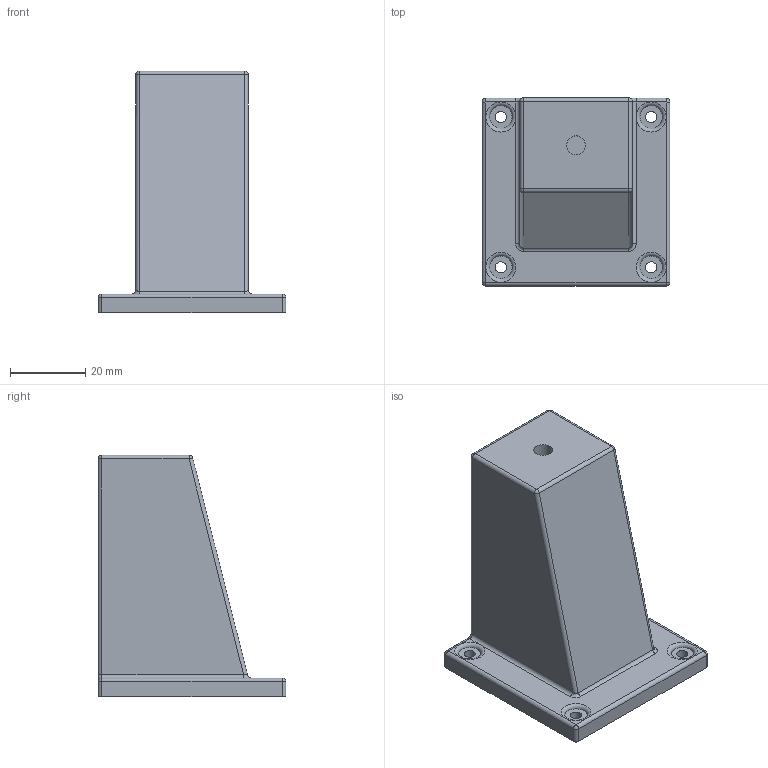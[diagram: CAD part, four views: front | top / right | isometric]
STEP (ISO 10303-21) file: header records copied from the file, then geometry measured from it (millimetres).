
FILE_DESCRIPTION(/* description */ ('','CAx-IF Rec.Pracs.---Representation and Presentation of Product Manufacturing Information (PMI)---4.0---2014-10-13'),/* implementation_level */ '2;1');
FILE_NAME(/* name */ 'MotorTensionMount v1.step',/* time_stamp */ '2025-03-14T14:24:27-07:00',/* author */ (''),/* organization */ (''),/* preprocessor_version */ 'ST-DEVELOPER v20',/* originating_system */ 'Autodesk Translation Framework v13.20.0.188',/* authorisation */ '');
FILE_SCHEMA (('AP242_MANAGED_MODEL_BASED_3D_ENGINEERING_MIM_LF { 1 0 10303 442 1 1 4 }'));
Length unit declared in the file: millimetre
Products named in the file (1): MotorTensionMount
Bounding box: 50 x 50 x 64.3 mm (x, y, z)
Volume: 69825.5 mm3; surface area: 13015.7 mm2
Topology: 1 solids, 1 shells, 62 faces, 132 edges, 73 vertices
Faces by surface type: cylinder 25, plane 21, sphere 8, torus 6, bspline 2
Full cylindrical faces by diameter (mm): 3 x4, 5 x1
Entity records: 1740 total; most frequent: DIRECTION 327, CARTESIAN_POINT 316, ORIENTED_EDGE 264, AXIS2_PLACEMENT_3D 134, EDGE_CURVE 132, VERTEX_POINT 73, EDGE_LOOP 71, CIRCLE 69
